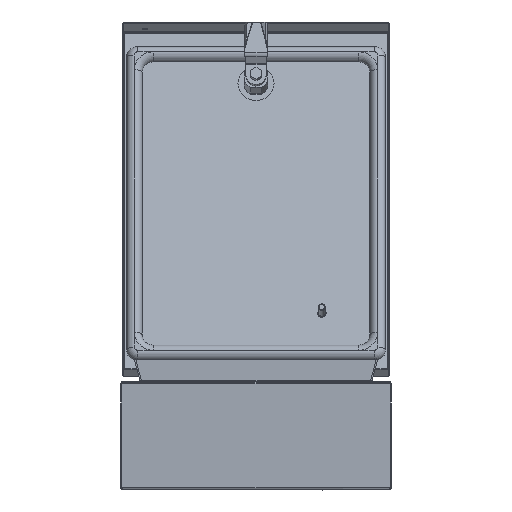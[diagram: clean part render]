
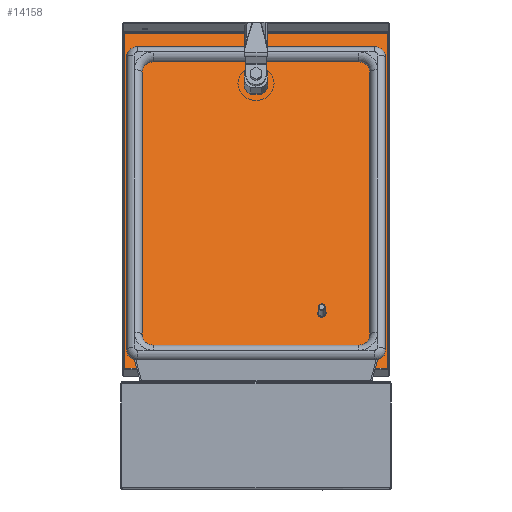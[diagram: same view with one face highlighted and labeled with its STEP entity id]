
A CAD part, left-side view. The second image highlights one B-rep face of the part: STEP entity #14158.
In plain terms, the highlighted face is planar.
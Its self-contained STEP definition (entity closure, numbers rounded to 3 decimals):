
#75 = CARTESIAN_POINT ( 'NONE',  ( -161.5, 0., -1. ) ) ;
#499 = CARTESIAN_POINT ( 'NONE',  ( 161.5, 0., -1. ) ) ;
#682 = EDGE_CURVE ( 'NONE', #11465, #3507, #13115, .T. ) ;
#720 = VERTEX_POINT ( 'NONE', #4153 ) ;
#1178 = CARTESIAN_POINT ( 'NONE',  ( 0., 10.25, -1. ) ) ;
#1446 = EDGE_CURVE ( 'NONE', #3435, #2210, #7301, .T. ) ;
#1570 = CARTESIAN_POINT ( 'NONE',  ( 161.5, 116.5, -1. ) ) ;
#1711 = EDGE_LOOP ( 'NONE', ( #13284, #15773, #4796, #5506 ) ) ;
#1977 = CIRCLE ( 'NONE', #6256, 11.25 ) ;
#2017 = PLANE ( 'NONE',  #4959 ) ;
#2127 = DIRECTION ( 'NONE',  ( 0., 1., 0. ) ) ;
#2210 = VERTEX_POINT ( 'NONE', #19750 ) ;
#2241 = EDGE_LOOP ( 'NONE', ( #14196 ) ) ;
#2828 = EDGE_CURVE ( 'NONE', #2210, #8804, #8772, .T. ) ;
#2861 = EDGE_CURVE ( 'NONE', #8804, #13822, #4580, .T. ) ;
#3102 = VERTEX_POINT ( 'NONE', #5017 ) ;
#3293 = CARTESIAN_POINT ( 'NONE',  ( -114., 0., -1. ) ) ;
#3362 = CIRCLE ( 'NONE', #10260, 0.5 ) ;
#3435 = VERTEX_POINT ( 'NONE', #10313 ) ;
#3507 = VERTEX_POINT ( 'NONE', #18639 ) ;
#3609 = DIRECTION ( 'NONE',  ( 0., 0., 1. ) ) ;
#3709 = CARTESIAN_POINT ( 'NONE',  ( -1798.5, -116.5, -1. ) ) ;
#3794 = VECTOR ( 'NONE', #2127, 1000. ) ;
#3845 = EDGE_CURVE ( 'NONE', #7313, #11987, #17791, .T. ) ;
#4153 = CARTESIAN_POINT ( 'NONE',  ( 103., -58.5, -1. ) ) ;
#4446 = AXIS2_PLACEMENT_3D ( 'NONE', #19493, #5191, #9697 ) ;
#4472 = ORIENTED_EDGE ( 'NONE', *, *, #19461, .T. ) ;
#4580 = LINE ( 'NONE', #1178, #7790 ) ;
#4762 = ORIENTED_EDGE ( 'NONE', *, *, #682, .T. ) ;
#4796 = ORIENTED_EDGE ( 'NONE', *, *, #6279, .F. ) ;
#4959 = AXIS2_PLACEMENT_3D ( 'NONE', #8315, #19007, #6872 ) ;
#5017 = CARTESIAN_POINT ( 'NONE',  ( -124.25, -4.637, -1. ) ) ;
#5191 = DIRECTION ( 'NONE',  ( 0., 0., 1. ) ) ;
#5506 = ORIENTED_EDGE ( 'NONE', *, *, #7200, .F. ) ;
#5535 = DIRECTION ( 'NONE',  ( 1., 0., 0. ) ) ;
#6256 = AXIS2_PLACEMENT_3D ( 'NONE', #11368, #6465, #12730 ) ;
#6279 = EDGE_CURVE ( 'NONE', #7669, #7313, #7481, .T. ) ;
#6465 = DIRECTION ( 'NONE',  ( 0., 0., 1. ) ) ;
#6872 = DIRECTION ( 'NONE',  ( 1., 0., 0. ) ) ;
#7200 = EDGE_CURVE ( 'NONE', #16302, #7669, #8710, .T. ) ;
#7301 = LINE ( 'NONE', #10165, #3794 ) ;
#7313 = VERTEX_POINT ( 'NONE', #13527 ) ;
#7481 = LINE ( 'NONE', #75, #15088 ) ;
#7669 = VERTEX_POINT ( 'NONE', #13609 ) ;
#7790 = VECTOR ( 'NONE', #16639, 1000. ) ;
#8161 = VERTEX_POINT ( 'NONE', #18720 ) ;
#8315 = CARTESIAN_POINT ( 'NONE',  ( 0., 0., -1. ) ) ;
#8710 = LINE ( 'NONE', #13429, #8725 ) ;
#8725 = VECTOR ( 'NONE', #19725, 1000. ) ;
#8772 = CIRCLE ( 'NONE', #17621, 11.25 ) ;
#8804 = VERTEX_POINT ( 'NONE', #13907 ) ;
#8835 = CARTESIAN_POINT ( 'NONE',  ( -118.637, 10.25, -1. ) ) ;
#9097 = DIRECTION ( 'NONE',  ( 0., 0., -1. ) ) ;
#9454 = ORIENTED_EDGE ( 'NONE', *, *, #2828, .T. ) ;
#9677 = ORIENTED_EDGE ( 'NONE', *, *, #1446, .T. ) ;
#9684 = DIRECTION ( 'NONE',  ( 0., -1., 0. ) ) ;
#9693 = DIRECTION ( 'NONE',  ( 0., 1., 0. ) ) ;
#9694 = CARTESIAN_POINT ( 'NONE',  ( -118.637, -10.25, -1. ) ) ;
#9697 = DIRECTION ( 'NONE',  ( 1., 0., 0. ) ) ;
#9881 = DIRECTION ( 'NONE',  ( 1., 0., 0. ) ) ;
#9935 = VECTOR ( 'NONE', #18155, 1000. ) ;
#9982 = DIRECTION ( 'NONE',  ( 1., 0., 0. ) ) ;
#10165 = CARTESIAN_POINT ( 'NONE',  ( -103.75, 0., -1. ) ) ;
#10225 = ORIENTED_EDGE ( 'NONE', *, *, #17961, .T. ) ;
#10260 = AXIS2_PLACEMENT_3D ( 'NONE', #18260, #9097, #11970 ) ;
#10313 = CARTESIAN_POINT ( 'NONE',  ( -103.75, -4.637, -1. ) ) ;
#11270 = EDGE_CURVE ( 'NONE', #8161, #3102, #18467, .T. ) ;
#11314 = EDGE_CURVE ( 'NONE', #720, #720, #3362, .T. ) ;
#11368 = CARTESIAN_POINT ( 'NONE',  ( -114., 0., -1. ) ) ;
#11465 = VERTEX_POINT ( 'NONE', #9694 ) ;
#11524 = LINE ( 'NONE', #499, #18114 ) ;
#11575 = FACE_BOUND ( 'NONE', #13475, .T. ) ;
#11970 = DIRECTION ( 'NONE',  ( -1., 0., 0. ) ) ;
#11987 = VERTEX_POINT ( 'NONE', #12308 ) ;
#12308 = CARTESIAN_POINT ( 'NONE',  ( 161.5, -116.5, -1. ) ) ;
#12730 = DIRECTION ( 'NONE',  ( 1., 0., 0. ) ) ;
#13115 = LINE ( 'NONE', #19409, #15530 ) ;
#13284 = ORIENTED_EDGE ( 'NONE', *, *, #16674, .F. ) ;
#13429 = CARTESIAN_POINT ( 'NONE',  ( 1798.5, 116.5, -1. ) ) ;
#13475 = EDGE_LOOP ( 'NONE', ( #16524, #20016, #17294, #10225, #4762, #4472, #9677, #9454 ) ) ;
#13527 = CARTESIAN_POINT ( 'NONE',  ( -161.5, -116.5, -1. ) ) ;
#13549 = DIRECTION ( 'NONE',  ( 0., 0., 1. ) ) ;
#13609 = CARTESIAN_POINT ( 'NONE',  ( -161.5, 116.5, -1. ) ) ;
#13822 = VERTEX_POINT ( 'NONE', #8835 ) ;
#13907 = CARTESIAN_POINT ( 'NONE',  ( -109.363, 10.25, -1. ) ) ;
#13944 = DIRECTION ( 'NONE',  ( 1., 0., 0. ) ) ;
#14158 = ADVANCED_FACE ( 'NONE', ( #17651, #11575, #16104 ), #2017, .F. ) ;
#14196 = ORIENTED_EDGE ( 'NONE', *, *, #11314, .F. ) ;
#14659 = CIRCLE ( 'NONE', #17279, 11.25 ) ;
#14944 = CIRCLE ( 'NONE', #4446, 11.25 ) ;
#15088 = VECTOR ( 'NONE', #9684, 1000. ) ;
#15148 = CARTESIAN_POINT ( 'NONE',  ( -124.25, 0., -1. ) ) ;
#15530 = VECTOR ( 'NONE', #5535, 1000. ) ;
#15773 = ORIENTED_EDGE ( 'NONE', *, *, #3845, .F. ) ;
#16055 = EDGE_CURVE ( 'NONE', #13822, #8161, #1977, .T. ) ;
#16104 = FACE_OUTER_BOUND ( 'NONE', #1711, .T. ) ;
#16302 = VERTEX_POINT ( 'NONE', #1570 ) ;
#16524 = ORIENTED_EDGE ( 'NONE', *, *, #2861, .T. ) ;
#16639 = DIRECTION ( 'NONE',  ( -1., 0., 0. ) ) ;
#16674 = EDGE_CURVE ( 'NONE', #11987, #16302, #11524, .T. ) ;
#17029 = CARTESIAN_POINT ( 'NONE',  ( -114., 0., -1. ) ) ;
#17279 = AXIS2_PLACEMENT_3D ( 'NONE', #3293, #3609, #9881 ) ;
#17294 = ORIENTED_EDGE ( 'NONE', *, *, #11270, .T. ) ;
#17621 = AXIS2_PLACEMENT_3D ( 'NONE', #17029, #13549, #13944 ) ;
#17651 = FACE_BOUND ( 'NONE', #2241, .T. ) ;
#17791 = LINE ( 'NONE', #3709, #18342 ) ;
#17961 = EDGE_CURVE ( 'NONE', #3102, #11465, #14944, .T. ) ;
#18114 = VECTOR ( 'NONE', #9693, 1000. ) ;
#18155 = DIRECTION ( 'NONE',  ( 0., -1., 0. ) ) ;
#18260 = CARTESIAN_POINT ( 'NONE',  ( 103.5, -58.5, -1. ) ) ;
#18342 = VECTOR ( 'NONE', #9982, 1000. ) ;
#18467 = LINE ( 'NONE', #15148, #9935 ) ;
#18639 = CARTESIAN_POINT ( 'NONE',  ( -109.363, -10.25, -1. ) ) ;
#18720 = CARTESIAN_POINT ( 'NONE',  ( -124.25, 4.637, -1. ) ) ;
#19007 = DIRECTION ( 'NONE',  ( 0., 0., 1. ) ) ;
#19409 = CARTESIAN_POINT ( 'NONE',  ( 0., -10.25, -1. ) ) ;
#19461 = EDGE_CURVE ( 'NONE', #3507, #3435, #14659, .T. ) ;
#19493 = CARTESIAN_POINT ( 'NONE',  ( -114., 0., -1. ) ) ;
#19725 = DIRECTION ( 'NONE',  ( -1., 0., 0. ) ) ;
#19750 = CARTESIAN_POINT ( 'NONE',  ( -103.75, 4.637, -1. ) ) ;
#20016 = ORIENTED_EDGE ( 'NONE', *, *, #16055, .T. ) ;
